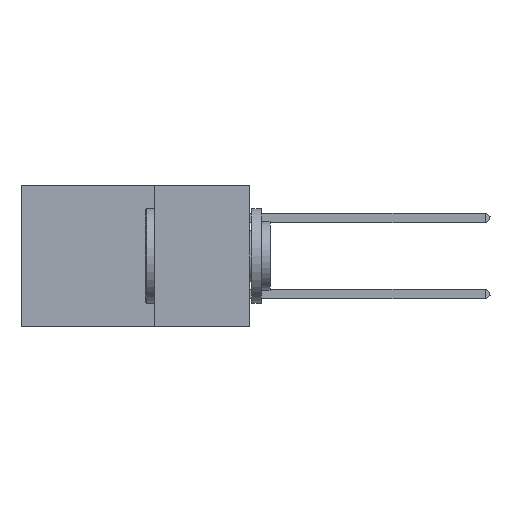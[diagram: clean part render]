
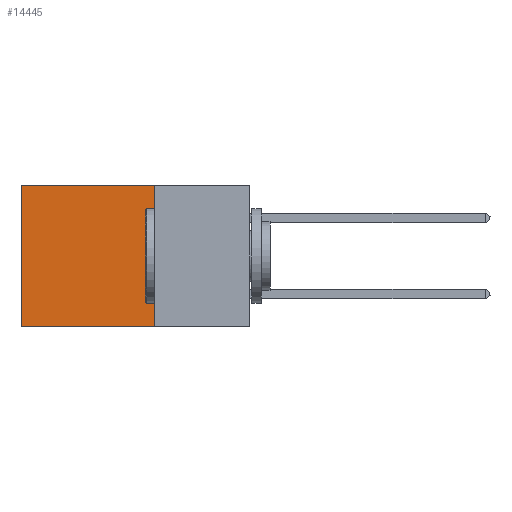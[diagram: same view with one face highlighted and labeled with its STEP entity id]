
A CAD part, left-side view. The second image highlights one B-rep face of the part: STEP entity #14445.
In plain terms, the highlighted planar face has unit normal (-1, 0, 0).
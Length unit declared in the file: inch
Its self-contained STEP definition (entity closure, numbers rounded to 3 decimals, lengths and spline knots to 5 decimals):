
#1028 = ORIENTED_EDGE ( 'NONE', *, *, #35195, .F. ) ;
#1861 = DIRECTION ( 'NONE',  ( 0., 1., 0. ) ) ;
#3400 = EDGE_CURVE ( 'NONE', #7039, #18994, #25940, .T. ) ;
#5094 = AXIS2_PLACEMENT_3D ( 'NONE', #25342, #8337, #36848 ) ;
#5477 = PLANE ( 'NONE',  #5094 ) ;
#7039 = VERTEX_POINT ( 'NONE', #33344 ) ;
#7297 = LINE ( 'NONE', #30763, #15227 ) ;
#8337 = DIRECTION ( 'NONE',  ( 1., 0., 0. ) ) ;
#8991 = EDGE_LOOP ( 'NONE', ( #21841, #26884, #1028, #9621 ) ) ;
#9038 = VECTOR ( 'NONE', #23568, 39.37008 ) ;
#9621 = ORIENTED_EDGE ( 'NONE', *, *, #14843, .T. ) ;
#10050 = VERTEX_POINT ( 'NONE', #24856 ) ;
#11218 = CARTESIAN_POINT ( 'NONE',  ( 0.2875, 0.6, -0.37 ) ) ;
#12629 = CARTESIAN_POINT ( 'NONE',  ( 0.2875, 0.25, 0. ) ) ;
#13803 = DIRECTION ( 'NONE',  ( 0., 1., 0. ) ) ;
#14445 = ADVANCED_FACE ( 'NONE', ( #36488 ), #5477, .F. ) ;
#14843 = EDGE_CURVE ( 'NONE', #10050, #7039, #27074, .T. ) ;
#15227 = VECTOR ( 'NONE', #13803, 39.37008 ) ;
#17428 = EDGE_CURVE ( 'NONE', #27230, #18994, #7297, .T. ) ;
#17686 = VECTOR ( 'NONE', #1861, 39.37008 ) ;
#18339 = VECTOR ( 'NONE', #31318, 39.37008 ) ;
#18994 = VERTEX_POINT ( 'NONE', #11218 ) ;
#21841 = ORIENTED_EDGE ( 'NONE', *, *, #3400, .T. ) ;
#23568 = DIRECTION ( 'NONE',  ( 0., 0., -1. ) ) ;
#24856 = CARTESIAN_POINT ( 'NONE',  ( 0.2875, 0.25, 0. ) ) ;
#25342 = CARTESIAN_POINT ( 'NONE',  ( 0.2875, 0.25, 0. ) ) ;
#25940 = LINE ( 'NONE', #34532, #18339 ) ;
#26884 = ORIENTED_EDGE ( 'NONE', *, *, #17428, .F. ) ;
#27074 = LINE ( 'NONE', #29833, #17686 ) ;
#27230 = VERTEX_POINT ( 'NONE', #27978 ) ;
#27730 = LINE ( 'NONE', #12629, #9038 ) ;
#27978 = CARTESIAN_POINT ( 'NONE',  ( 0.2875, 0.25, -0.37 ) ) ;
#29833 = CARTESIAN_POINT ( 'NONE',  ( 0.2875, 0.25, 0. ) ) ;
#30763 = CARTESIAN_POINT ( 'NONE',  ( 0.2875, 0.25, -0.37 ) ) ;
#31318 = DIRECTION ( 'NONE',  ( 0., 0., -1. ) ) ;
#33344 = CARTESIAN_POINT ( 'NONE',  ( 0.2875, 0.6, 0. ) ) ;
#34532 = CARTESIAN_POINT ( 'NONE',  ( 0.2875, 0.6, 0. ) ) ;
#35195 = EDGE_CURVE ( 'NONE', #10050, #27230, #27730, .T. ) ;
#36488 = FACE_OUTER_BOUND ( 'NONE', #8991, .T. ) ;
#36848 = DIRECTION ( 'NONE',  ( 0., 0., -1. ) ) ;
